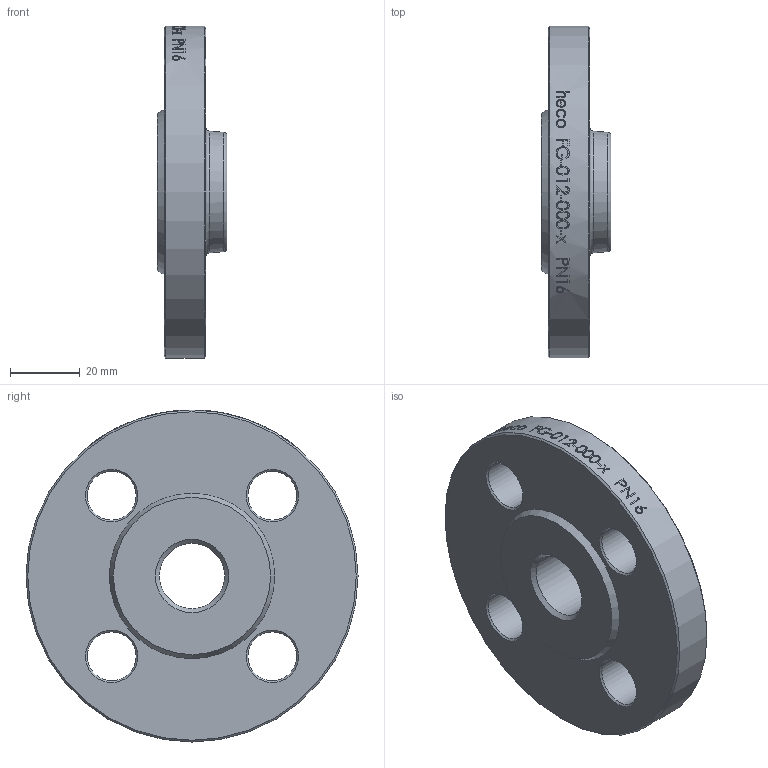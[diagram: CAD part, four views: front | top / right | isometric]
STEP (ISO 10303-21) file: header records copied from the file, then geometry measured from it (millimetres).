
FILE_DESCRIPTION (( 'STEP AP214' ), '1' );
FILE_NAME ('FG-012-000-x Gewindelansch PN16 2102.STEP', '2021-02-02T13:47:51', ( '' ), ( '' ), 'SwSTEP 2.0', 'SolidWorks 2019', '' );
FILE_SCHEMA (( 'AUTOMOTIVE_DESIGN' ));
Length unit declared in the file: millimetre
Products named in the file (1): FG-012-000-x Gewindelansch PN16 2102
Bounding box: 20 x 95 x 95 mm (x, y, z)
Volume: 81030.1 mm3; surface area: 19605.2 mm2
Topology: 1 solids, 1 shells, 56 faces, 258 edges, 233 vertices
Faces by surface type: cylinder 36, cone 14, plane 4, torus 2
Full cylindrical faces by diameter (mm): 14 x4, 18.631 x1, 95 x1
Entity records: 5926 total; most frequent: CARTESIAN_POINT 3793, ORIENTED_EDGE 442, DIRECTION 277, VERTEX_POINT 221, EDGE_CURVE 221, AXIS2_PLACEMENT_3D 124, B_SPLINE_CURVE_WITH_KNOTS 123, EDGE_LOOP 116
